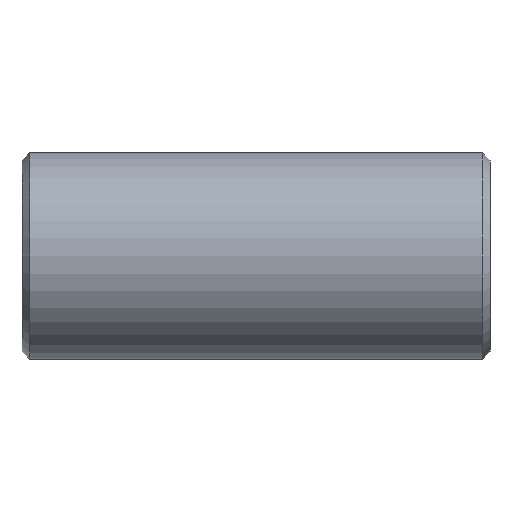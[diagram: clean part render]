
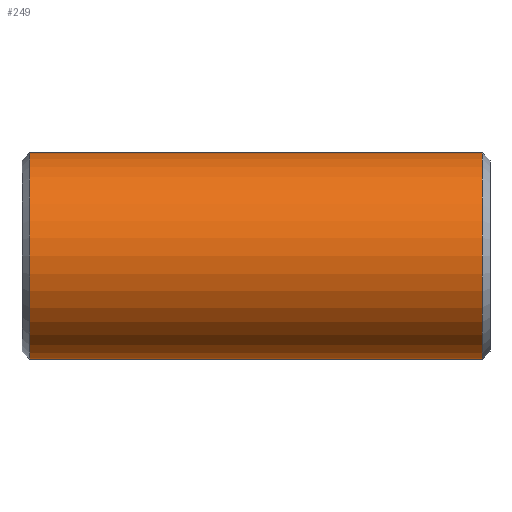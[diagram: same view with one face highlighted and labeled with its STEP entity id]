
A CAD part, front view. The second image highlights one B-rep face of the part: STEP entity #249.
In plain terms, the highlighted cylindrical face has radius 21.082 mm (diameter 42.164 mm), a partial arc.
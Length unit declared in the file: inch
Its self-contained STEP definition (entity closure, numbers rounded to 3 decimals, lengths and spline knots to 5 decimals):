
#39 = ORIENTED_EDGE ( 'NONE', *, *, #658, .F. ) ;
#43 = AXIS2_PLACEMENT_3D ( 'NONE', #105, #550, #325 ) ;
#77 = CARTESIAN_POINT ( 'NONE',  ( 1.81633, 0., 0. ) ) ;
#85 = CARTESIAN_POINT ( 'NONE',  ( 1.81633, 0., 0.83 ) ) ;
#92 = CARTESIAN_POINT ( 'NONE',  ( 1.81633, 0., -0.83 ) ) ;
#105 = CARTESIAN_POINT ( 'NONE',  ( -1.81633, 0., 0. ) ) ;
#113 = CARTESIAN_POINT ( 'NONE',  ( -1.81633, 0., 0.83 ) ) ;
#130 = VERTEX_POINT ( 'NONE', #85 ) ;
#172 = CARTESIAN_POINT ( 'NONE',  ( -1.81633, 0., -0.83 ) ) ;
#187 = DIRECTION ( 'NONE',  ( 0., 0., -1. ) ) ;
#194 = AXIS2_PLACEMENT_3D ( 'NONE', #591, #365, #210 ) ;
#208 = CIRCLE ( 'NONE', #43, 0.83 ) ;
#210 = DIRECTION ( 'NONE',  ( 0., 0., 1. ) ) ;
#229 = EDGE_CURVE ( 'NONE', #354, #130, #716, .T. ) ;
#249 = ADVANCED_FACE ( 'NONE', ( #269 ), #702, .T. ) ;
#258 = LINE ( 'NONE', #639, #330 ) ;
#269 = FACE_OUTER_BOUND ( 'NONE', #347, .T. ) ;
#303 = ORIENTED_EDGE ( 'NONE', *, *, #472, .T. ) ;
#325 = DIRECTION ( 'NONE',  ( 0., 0., 1. ) ) ;
#330 = VECTOR ( 'NONE', #476, 39.37008 ) ;
#347 = EDGE_LOOP ( 'NONE', ( #39, #601, #688, #303 ) ) ;
#354 = VERTEX_POINT ( 'NONE', #92 ) ;
#363 = AXIS2_PLACEMENT_3D ( 'NONE', #77, #519, #187 ) ;
#365 = DIRECTION ( 'NONE',  ( -1., 0., 0. ) ) ;
#381 = EDGE_CURVE ( 'NONE', #130, #466, #258, .T. ) ;
#438 = DIRECTION ( 'NONE',  ( -1., 0., 0. ) ) ;
#441 = VERTEX_POINT ( 'NONE', #172 ) ;
#466 = VERTEX_POINT ( 'NONE', #113 ) ;
#472 = EDGE_CURVE ( 'NONE', #466, #441, #208, .T. ) ;
#476 = DIRECTION ( 'NONE',  ( -1., 0., 0. ) ) ;
#489 = CARTESIAN_POINT ( 'NONE',  ( 1.88, 0., -0.83 ) ) ;
#519 = DIRECTION ( 'NONE',  ( -1., 0., 0. ) ) ;
#550 = DIRECTION ( 'NONE',  ( 1., 0., 0. ) ) ;
#591 = CARTESIAN_POINT ( 'NONE',  ( 1.88, 0., 0. ) ) ;
#601 = ORIENTED_EDGE ( 'NONE', *, *, #229, .T. ) ;
#639 = CARTESIAN_POINT ( 'NONE',  ( 1.88, 0., 0.83 ) ) ;
#658 = EDGE_CURVE ( 'NONE', #354, #441, #705, .T. ) ;
#688 = ORIENTED_EDGE ( 'NONE', *, *, #381, .T. ) ;
#702 = CYLINDRICAL_SURFACE ( 'NONE', #194, 0.83 ) ;
#705 = LINE ( 'NONE', #489, #718 ) ;
#716 = CIRCLE ( 'NONE', #363, 0.83 ) ;
#718 = VECTOR ( 'NONE', #438, 39.37008 ) ;
